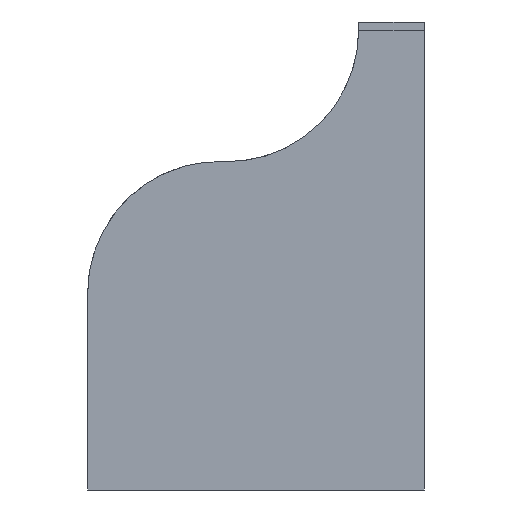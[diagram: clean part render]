
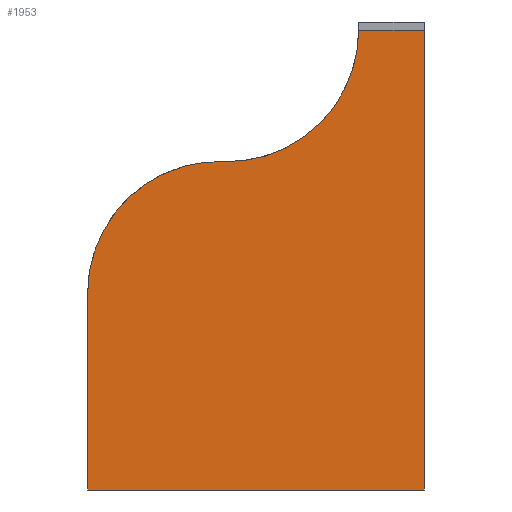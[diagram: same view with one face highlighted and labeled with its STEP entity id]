
A CAD part, left-side view. The second image highlights one B-rep face of the part: STEP entity #1953.
In plain terms, the highlighted planar face has unit normal (-1, 0, 0).
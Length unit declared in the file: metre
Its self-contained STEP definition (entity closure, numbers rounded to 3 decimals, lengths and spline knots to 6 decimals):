
#20 = CARTESIAN_POINT('NONE', (-0.098425, 0, -0));
#21 = VERTEX_POINT('NONE', #20);
#22 = CARTESIAN_POINT('NONE', (-0.098425, 0.130175, -0));
#23 = VERTEX_POINT('NONE', #22);
#28 = CARTESIAN_POINT('NONE', (-0.098425, 0.130175, 0.0762));
#29 = VERTEX_POINT('NONE', #28);
#32 = CARTESIAN_POINT('NONE', (-0.098425, 0.077787, 0.127));
#33 = VERTEX_POINT('NONE', #32);
#36 = CARTESIAN_POINT('NONE', (-0.098425, 0.0254, 0.1778));
#37 = VERTEX_POINT('NONE', #36);
#40 = CARTESIAN_POINT('NONE', (-0.098425, 0, 0.1778));
#41 = VERTEX_POINT('NONE', #40);
#288 = DIRECTION('NONE', (0, 1, 0));
#289 = VECTOR('NONE', #288, 1);
#290 = CARTESIAN_POINT('NONE', (-0.098425, 0, -0));
#291 = LINE('NONE', #290, #289);
#304 = DIRECTION('NONE', (0, 0, 1));
#305 = VECTOR('NONE', #304, 1);
#306 = CARTESIAN_POINT('NONE', (-0.098425, 0.130175, -0));
#307 = LINE('NONE', #306, #305);
#316 = CARTESIAN_POINT('NONE', (-0.098425, 0.130175, 0.0762));
#317 = CARTESIAN_POINT('NONE', (-0.098425, 0.130175, 0.097711));
#318 = CARTESIAN_POINT('NONE', (-0.098425, 0.114732, 0.112687));
#319 = CARTESIAN_POINT('NONE', (-0.098425, 0.099289, 0.127662));
#320 = CARTESIAN_POINT('NONE', (-0.098425, 0.077787, 0.127));
#321 = (
  BOUNDED_CURVE()
  B_SPLINE_CURVE(2, (#316, #317, #318, #319, #320), .UNSPECIFIED., .F., .F.)
  B_SPLINE_CURVE_WITH_KNOTS((3, 2, 3), (206.375, 206.875, 207.375), .UNSPECIFIED.)
  CURVE()
  GEOMETRIC_REPRESENTATION_ITEM()
  RATIONAL_B_SPLINE_CURVE((1, 0.921, 1, 0.921, 1))
  REPRESENTATION_ITEM('NONE')
);
#332 = CARTESIAN_POINT('NONE', (-0.098425, 0.077787, 0.127));
#333 = CARTESIAN_POINT('NONE', (-0.098425, 0.056286, 0.126338));
#334 = CARTESIAN_POINT('NONE', (-0.098425, 0.040843, 0.141313));
#335 = CARTESIAN_POINT('NONE', (-0.098425, 0.0254, 0.156289));
#336 = CARTESIAN_POINT('NONE', (-0.098425, 0.0254, 0.1778));
#337 = (
  BOUNDED_CURVE()
  B_SPLINE_CURVE(2, (#332, #333, #334, #335, #336), .UNSPECIFIED., .F., .F.)
  B_SPLINE_CURVE_WITH_KNOTS((3, 2, 3), (207.375, 207.875, 208.375), .UNSPECIFIED.)
  CURVE()
  GEOMETRIC_REPRESENTATION_ITEM()
  RATIONAL_B_SPLINE_CURVE((1, 0.921, 1, 0.921, 1))
  REPRESENTATION_ITEM('NONE')
);
#348 = DIRECTION('NONE', (0, -1, 0));
#349 = VECTOR('NONE', #348, 1);
#350 = CARTESIAN_POINT('NONE', (-0.098425, 0.0254, 0.1778));
#351 = LINE('NONE', #350, #349);
#360 = DIRECTION('NONE', (0, 0, -1));
#361 = VECTOR('NONE', #360, 1);
#362 = CARTESIAN_POINT('NONE', (-0.098425, 0, 0.1778));
#363 = LINE('NONE', #362, #361);
#976 = EDGE_CURVE('NONE', #21, #23, #291, .T.);
#980 = EDGE_CURVE('NONE', #23, #29, #307, .T.);
#983 = EDGE_CURVE('NONE', #29, #33, #321, .T.);
#986 = EDGE_CURVE('NONE', #33, #37, #337, .T.);
#989 = EDGE_CURVE('NONE', #37, #41, #351, .T.);
#992 = EDGE_CURVE('NONE', #41, #21, #363, .T.);
#1201 = ORIENTED_EDGE('NONE', *, *, #976, .T.);
#1202 = ORIENTED_EDGE('NONE', *, *, #980, .T.);
#1203 = ORIENTED_EDGE('NONE', *, *, #983, .T.);
#1204 = ORIENTED_EDGE('NONE', *, *, #986, .T.);
#1205 = ORIENTED_EDGE('NONE', *, *, #989, .T.);
#1206 = ORIENTED_EDGE('NONE', *, *, #992, .T.);
#1207 = EDGE_LOOP('NONE', (#1201, #1202, #1203, #1204, #1205, #1206));
#1632 = CARTESIAN_POINT('NONE', (-0.098425, 0, -0));
#1633 = DIRECTION('NONE', (1, -0, 0));
#1634 = AXIS2_PLACEMENT_3D('NONE', #1632, #1633, $);
#1635 = PLANE('NONE', #1634);
#1952 = FACE_OUTER_BOUND('NONE', #1207, .F.);
#1953 = ADVANCED_FACE('NONE', (#1952), #1635, .F.);
